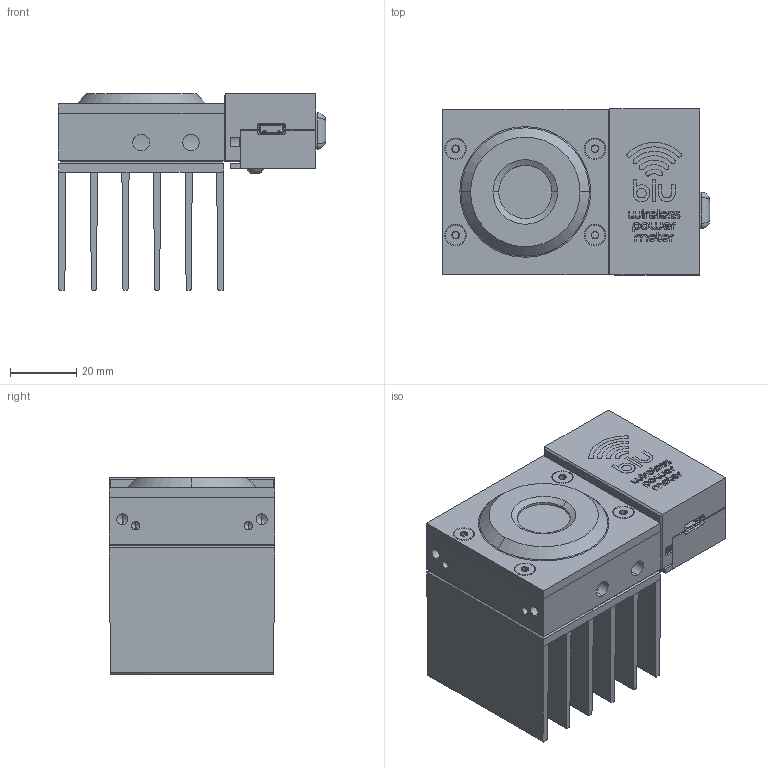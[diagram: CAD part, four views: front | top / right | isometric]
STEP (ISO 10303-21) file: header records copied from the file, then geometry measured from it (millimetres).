
FILE_DESCRIPTION (( 'STEP AP214' ), '1' );
FILE_NAME ('SK-9983 UP16K-30H-QED-BLU-D0.STEP', '2019-06-19T20:43:54', ( '' ), ( '' ), 'SwSTEP 2.0', 'SolidWorks 2018', '' );
FILE_SCHEMA (( 'AUTOMOTIVE_DESIGN' ));
Length unit declared in the file: millimetre
Products named in the file (1): SK-9983 UP16K-30H-QED-BLU-D0
Bounding box: 80.57 x 50 x 59.23 mm (x, y, z)
Volume: 99411.8 mm3; surface area: 52401.8 mm2
Topology: 18 solids, 27 shells, 2504 faces, 6939 edges, 4550 vertices
Faces by surface type: cylinder 965, plane 943, bspline 465, cone 114, torus 12, sphere 5
Entity records: 194951 total; most frequent: CARTESIAN_POINT 110819, ORIENTED_EDGE 13840, DIRECTION 9001, EDGE_CURVE 6920, VERTEX_POINT 4550, LINE 3663, VECTOR 3663, AXIS2_PLACEMENT_3D 2669
